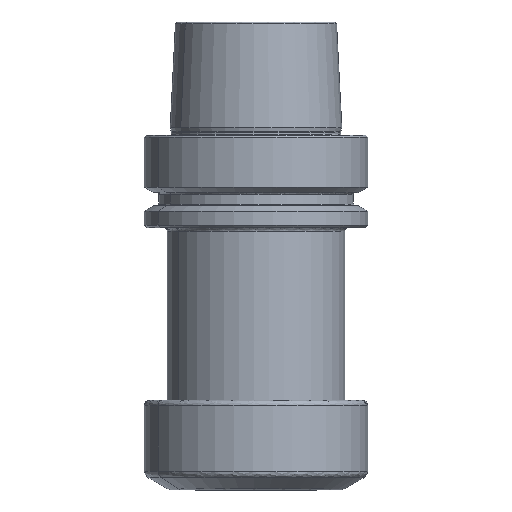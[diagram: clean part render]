
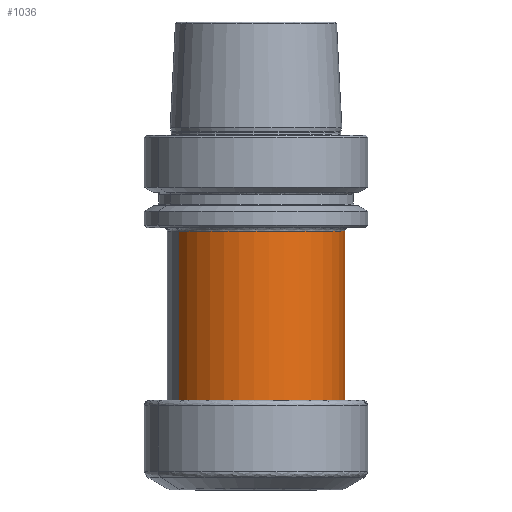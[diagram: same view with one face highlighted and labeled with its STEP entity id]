
A CAD part, left-side view. The second image highlights one B-rep face of the part: STEP entity #1036.
In plain terms, the highlighted face is a revolution surface.
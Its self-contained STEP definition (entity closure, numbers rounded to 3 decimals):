
#974=AXIS2_PLACEMENT_3D('Circle Axis2P3D',#972,#973,$) ;
#1017=AXIS2_PLACEMENT_3D('Circle Axis2P3D',#1015,#1016,$) ;
#969=CARTESIAN_POINT('Vertex',(-11.986,21.94,-27.)) ;
#972=CARTESIAN_POINT('Axis2P3D Location',(0.,0.,-27.)) ;
#976=CARTESIAN_POINT('Vertex',(11.986,-21.94,-27.)) ;
#995=CARTESIAN_POINT('Control Point',(0.,25.,-75.566)) ;
#996=CARTESIAN_POINT('Control Point',(0.,25.,-65.853)) ;
#997=CARTESIAN_POINT('Control Point',(0.,25.,-56.14)) ;
#998=CARTESIAN_POINT('Control Point',(0.,25.,-46.426)) ;
#999=CARTESIAN_POINT('Control Point',(0.,25.,-36.713)) ;
#1000=CARTESIAN_POINT('Control Point',(0.,25.,-27.)) ;
#1001=CARTESIAN_POINT('Axis1P Location',(0.,0.,-33.965)) ;
#1006=CARTESIAN_POINT('Control Point',(-11.986,21.94,-75.566)) ;
#1007=CARTESIAN_POINT('Control Point',(-11.986,21.94,-65.853)) ;
#1008=CARTESIAN_POINT('Control Point',(-11.986,21.94,-56.14)) ;
#1009=CARTESIAN_POINT('Control Point',(-11.986,21.94,-46.426)) ;
#1010=CARTESIAN_POINT('Control Point',(-11.986,21.94,-36.713)) ;
#1011=CARTESIAN_POINT('Control Point',(-11.986,21.94,-27.)) ;
#1012=CARTESIAN_POINT('Vertex',(-11.986,21.94,-75.566)) ;
#1015=CARTESIAN_POINT('Axis2P3D Location',(0.,0.,-75.566)) ;
#1019=CARTESIAN_POINT('Vertex',(11.986,-21.94,-75.566)) ;
#1023=CARTESIAN_POINT('Control Point',(11.986,-21.94,-75.566)) ;
#1024=CARTESIAN_POINT('Control Point',(11.986,-21.94,-65.853)) ;
#1025=CARTESIAN_POINT('Control Point',(11.986,-21.94,-56.14)) ;
#1026=CARTESIAN_POINT('Control Point',(11.986,-21.94,-46.426)) ;
#1027=CARTESIAN_POINT('Control Point',(11.986,-21.94,-36.713)) ;
#1028=CARTESIAN_POINT('Control Point',(11.986,-21.94,-27.)) ;
#973=DIRECTION('Axis2P3D Direction',(0.,0.,1.)) ;
#1002=DIRECTION('Axis1P Direction',(0.,0.,1.)) ;
#1016=DIRECTION('Axis2P3D Direction',(0.,0.,1.)) ;
#1003=AXIS1_PLACEMENT('Revolution Surface Axis1P',#1001,#1002) ;
#1031=ORIENTED_EDGE('',*,*,#978,.F.) ;
#1032=ORIENTED_EDGE('',*,*,#1014,.T.) ;
#1033=ORIENTED_EDGE('',*,*,#1021,.T.) ;
#1034=ORIENTED_EDGE('',*,*,#1029,.F.) ;
#1036=ADVANCED_FACE('NOCUT',(#1035),#1004,.T.) ;
#994=B_SPLINE_CURVE_WITH_KNOTS('',5,(#995,#996,#997,#998,#999,#1000),.UNSPECIFIED.,.F.,.U.,(6,6),(149.694,198.26),.UNSPECIFIED.) ;
#1005=B_SPLINE_CURVE_WITH_KNOTS('',5,(#1006,#1007,#1008,#1009,#1010,#1011),.UNSPECIFIED.,.F.,.U.,(6,6),(149.694,198.26),.UNSPECIFIED.) ;
#1022=B_SPLINE_CURVE_WITH_KNOTS('',5,(#1023,#1024,#1025,#1026,#1027,#1028),.UNSPECIFIED.,.F.,.U.,(6,6),(149.694,198.26),.UNSPECIFIED.) ;
#975=CIRCLE('generated circle',#974,25.) ;
#1018=CIRCLE('generated circle',#1017,25.) ;
#978=EDGE_CURVE('',#970,#977,#975,.T.) ;
#1014=EDGE_CURVE('',#970,#1013,#1005,.F.) ;
#1021=EDGE_CURVE('',#1013,#1020,#1018,.T.) ;
#1029=EDGE_CURVE('',#977,#1020,#1022,.F.) ;
#1030=EDGE_LOOP('',(#1031,#1032,#1033,#1034)) ;
#1035=FACE_OUTER_BOUND('',#1030,.T.) ;
#1004=SURFACE_OF_REVOLUTION('Surface of Revolution',#994,#1003) ;
#970=VERTEX_POINT('',#969) ;
#977=VERTEX_POINT('',#976) ;
#1013=VERTEX_POINT('',#1012) ;
#1020=VERTEX_POINT('',#1019) ;
